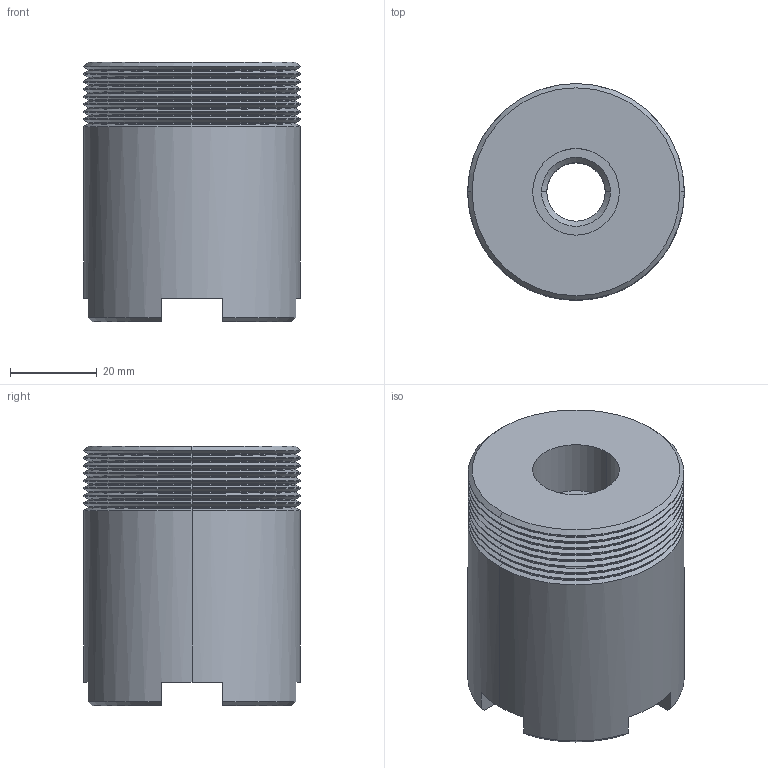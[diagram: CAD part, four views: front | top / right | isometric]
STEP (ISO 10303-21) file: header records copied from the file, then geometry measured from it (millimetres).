
FILE_DESCRIPTION(('STEP AP214'),'1');
FILE_NAME(' ',' ',('TraceParts'),('TraceParts S.A.'),'XStep 1.0',' ',' ');
FILE_SCHEMA(('automotive_design'));
Length unit declared in the file: millimetre
Products named in the file (1): 1
Bounding box: 50 x 50 x 60 mm (x, y, z)
Volume: 99645.6 mm3; surface area: 17579.8 mm2
Topology: 1 solids, 1 shells, 197 faces, 447 edges, 252 vertices
Faces by surface type: cone 76, torus 66, cylinder 40, plane 15
Entity records: 10585 total; most frequent: DIRECTION 1130, CARTESIAN_POINT 911, STYLED_ITEM 895, PRESENTATION_STYLE_ASSIGNMENT 895, COLOUR_RGB 895, ORIENTED_EDGE 890, AXIS2_PLACEMENT_3D 495, EDGE_CURVE 445
